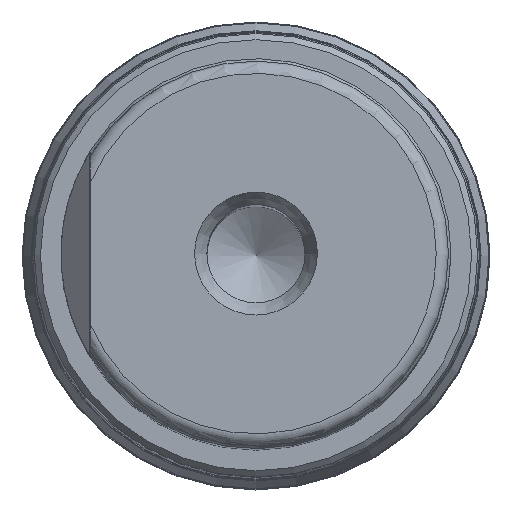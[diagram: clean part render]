
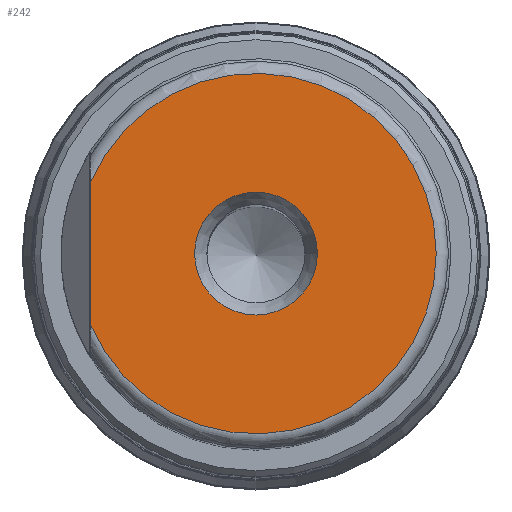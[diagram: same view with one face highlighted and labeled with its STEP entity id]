
A CAD part, top view. The second image highlights one B-rep face of the part: STEP entity #242.
In plain terms, the highlighted planar face has unit normal (0, 0, 1).
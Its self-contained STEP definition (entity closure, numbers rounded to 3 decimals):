
#196=PLANE('',#1064);
#242=ADVANCED_FACE('',(#358,#359),#196,.F.);
#304=LINE('',#2163,#317);
#317=VECTOR('',#1186,1.);
#358=FACE_BOUND('',#472,.T.);
#359=FACE_BOUND('',#473,.T.);
#472=EDGE_LOOP('',(#615,#616));
#473=EDGE_LOOP('',(#617));
#615=ORIENTED_EDGE('',*,*,#824,.T.);
#616=ORIENTED_EDGE('',*,*,#841,.T.);
#617=ORIENTED_EDGE('',*,*,#840,.T.);
#747=VERTEX_POINT('',#1779);
#748=VERTEX_POINT('',#1780);
#763=VERTEX_POINT('',#2161);
#824=EDGE_CURVE('',#747,#748,#891,.T.);
#840=EDGE_CURVE('',#763,#763,#901,.T.);
#841=EDGE_CURVE('',#748,#747,#304,.T.);
#891=CIRCLE('',#1040,14.675);
#901=CIRCLE('',#1062,5.);
#1040=AXIS2_PLACEMENT_3D('',#1778,#1138,#1139);
#1062=AXIS2_PLACEMENT_3D('',#2160,#1182,#1183);
#1064=AXIS2_PLACEMENT_3D('',#2164,#1187,#1188);
#1138=DIRECTION('',(0.,0.,1.));
#1139=DIRECTION('',(-1.,0.,0.));
#1182=DIRECTION('',(0.,0.,-1.));
#1183=DIRECTION('',(-1.,0.,0.));
#1186=DIRECTION('',(0.,-1.,0.));
#1187=DIRECTION('',(0.,0.,-1.));
#1188=DIRECTION('',(-1.,0.,0.));
#1778=CARTESIAN_POINT('',(0.,0.,114.3));
#1779=CARTESIAN_POINT('',(-13.487,-5.783,114.3));
#1780=CARTESIAN_POINT('',(-13.487,5.783,114.3));
#2160=CARTESIAN_POINT('',(0.,0.,114.3));
#2161=CARTESIAN_POINT('',(-5.,0.,114.3));
#2163=CARTESIAN_POINT('',(-13.487,17.5,114.3));
#2164=CARTESIAN_POINT('',(0.,-15.875,114.3));
